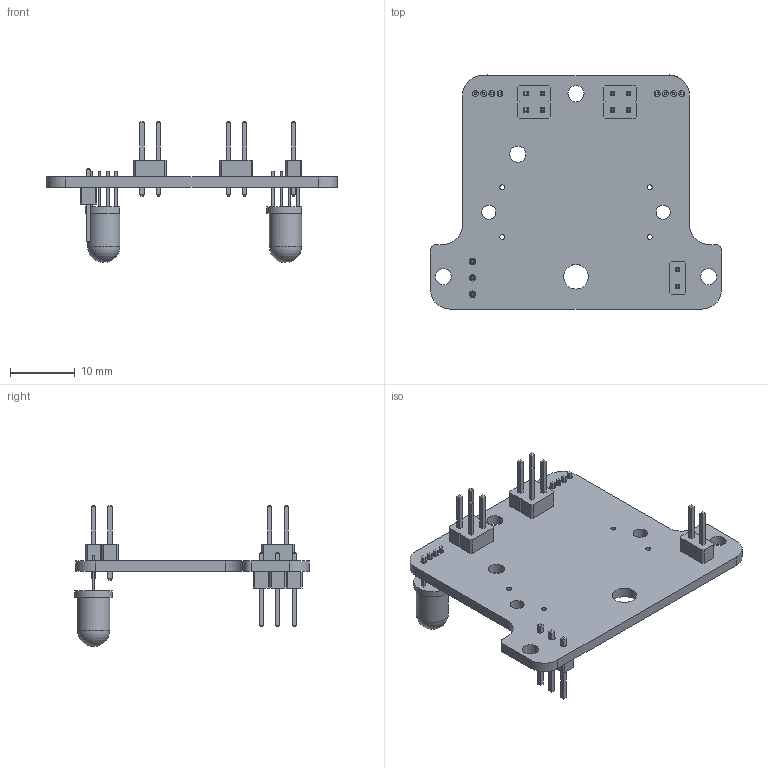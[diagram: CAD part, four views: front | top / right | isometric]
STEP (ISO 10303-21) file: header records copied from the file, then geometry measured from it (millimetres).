
FILE_DESCRIPTION(('KiCad electronic assembly'),'2;1');
FILE_NAME('standby_airspeed_vvi.step','2022-08-04T12:08:38',('An Author' ),('A Company'),'Open CASCADE STEP processor 6.9', 'KiCad to STEP converter','Unknown');
FILE_SCHEMA(('AUTOMOTIVE_DESIGN { 1 0 10303 214 1 1 1 1 }'));
Length unit declared in the file: millimetre
Products named in the file (10): Open CASCADE STEP translator 6.9 1; PinHeader_2x02_P2.54mm_Vertical; SOLID; PinHeader_2x01_P2.54mm_Vertical; PinHeader_1x03_P2.54mm_Vertical; LED_D5.0mm-4_RGB; COMPOUND
Assembly tree (11 placements, depth 3):
  Open CASCADE STEP translator 6.9 1
    PinHeader_2x02_P2.54mm_Vertical  x2
      SOLID
    PinHeader_2x01_P2.54mm_Vertical
      SOLID
    PinHeader_1x03_P2.54mm_Vertical
      SOLID
    LED_D5.0mm-4_RGB  x2
      SOLID
    COMPOUND
Bounding box: 45.11 x 36.28 x 21.84 mm (x, y, z)
Volume: 2679 mm3; surface area: 4134.5 mm2
Topology: 7 solids, 7 shells, 400 faces, 954 edges, 600 vertices
Faces by surface type: plane 354, cylinder 44, sphere 2
Full cylindrical faces by diameter (mm): 0.762 x4, 0.9 x8, 1 x13, 2.2 x2, 2.5 x4, 3.8 x1, 5 x2
Entity records: 19197 total; most frequent: CARTESIAN_POINT 2912, DIRECTION 2746, LINE 1896, VECTOR 1896, ORIENTED_EDGE 1380, PCURVE 1380, DEFINITIONAL_REPRESENTATION 1380, EDGE_CURVE 690
